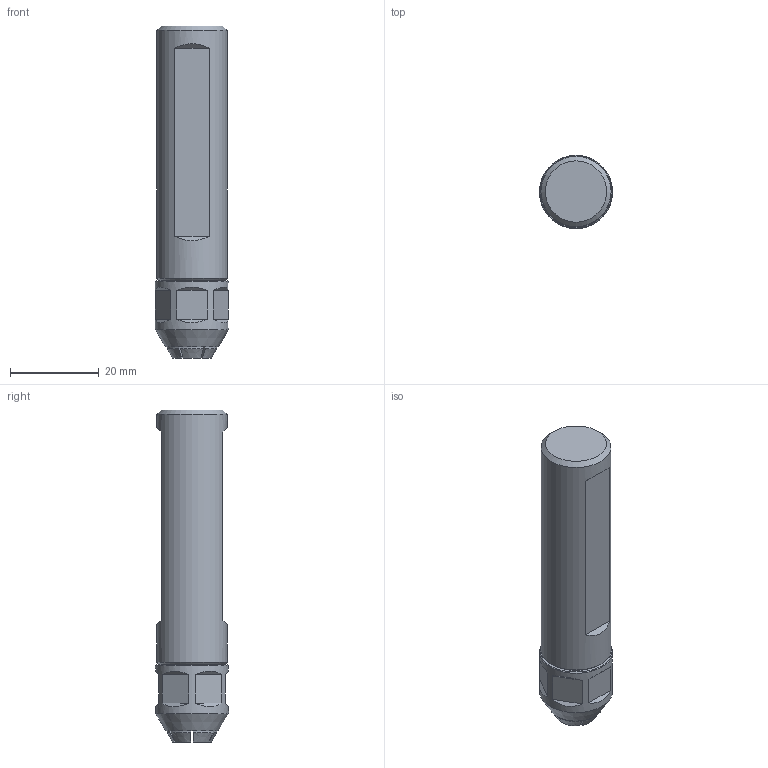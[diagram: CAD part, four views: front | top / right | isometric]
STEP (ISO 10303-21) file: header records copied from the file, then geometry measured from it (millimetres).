
FILE_DESCRIPTION(/* description */ (''),/* implementation_level */ '2;1');
FILE_NAME(/* name */ '1586951708034.stp',/* time_stamp */ '2020-04-15T17:25:24+06:00',/* author */ (''),/* organization */ ('SMS'),/* preprocessor_version */ 'ST-DEVELOPER v16.7',/* originating_system */ 'SIEMENS PLM Software NX 12.0',/* authorisation */ '');
FILE_SCHEMA (('AUTOMOTIVE_DESIGN { 1 0 10303 214 3 1 1 1 }'));
Length unit declared in the file: millimetre
Products named in the file (1): 202195721mod000_00
Bounding box: 16.5 x 16.5 x 75 mm (x, y, z)
Volume: 12690.2 mm3; surface area: 5283.9 mm2
Topology: 1 solids, 1 shells, 82 faces, 241 edges, 163 vertices
Faces by surface type: plane 53, cone 11, cylinder 11, torus 7
Full cylindrical faces by diameter (mm): 7.021 x1, 10.7 x1, 10.79 x1, 15.863 x1, 16.5 x1
Entity records: 2845 total; most frequent: CARTESIAN_POINT 690, ORIENTED_EDGE 448, DIRECTION 422, EDGE_CURVE 224, VERTEX_POINT 154, AXIS2_PLACEMENT_3D 153, LINE 116, VECTOR 116
